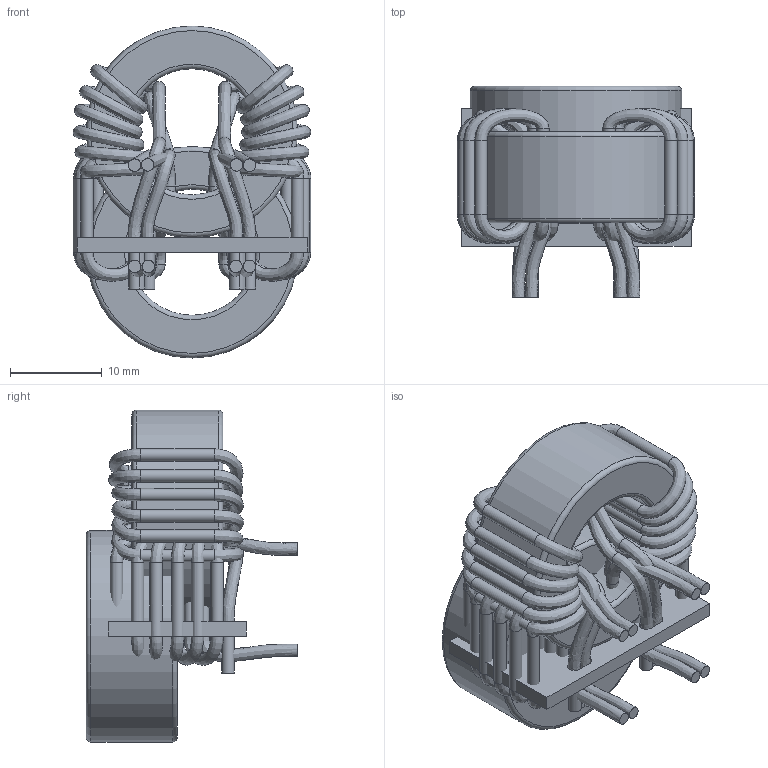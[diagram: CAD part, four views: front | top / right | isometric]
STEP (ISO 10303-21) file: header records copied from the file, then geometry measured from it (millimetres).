
FILE_DESCRIPTION( ( 'Unknown' ), '1' );
FILE_NAME( 'HA19-40000LF.stp', 'Unknown', ( 'Unknown' ), ( 'Unknown' ), 'XStep 1.0', 'Unknown', ' ' );
FILE_SCHEMA( ( 'CONFIG_CONTROL_DESIGN' ) );
Length unit declared in the file: millimetre
Products named in the file (6): Assem1; core toroid; Partte4; Partte4_2; lead; 183-60003122R
Bounding box: 25.84 x 23 x 36.1 mm (x, y, z)
Volume: 8075.1 mm3; surface area: 9900.1 mm2
Topology: 13 solids, 13 shells, 226 faces, 588 edges, 380 vertices
Faces by surface type: cylinder 83, bspline 72, plane 58, torus 8, extrusion 5
Full cylindrical faces by diameter (mm): 1.35 x48, 13.7 x2, 23 x2
Entity records: 9193 total; most frequent: CARTESIAN_POINT 7022, DIRECTION 373, ORIENTED_EDGE 308, EDGE_LOOP 194, FACE_OUTER_BOUND 170, AXIS2_PLACEMENT_3D 162, EDGE_CURVE 154, VERTEX_POINT 128
